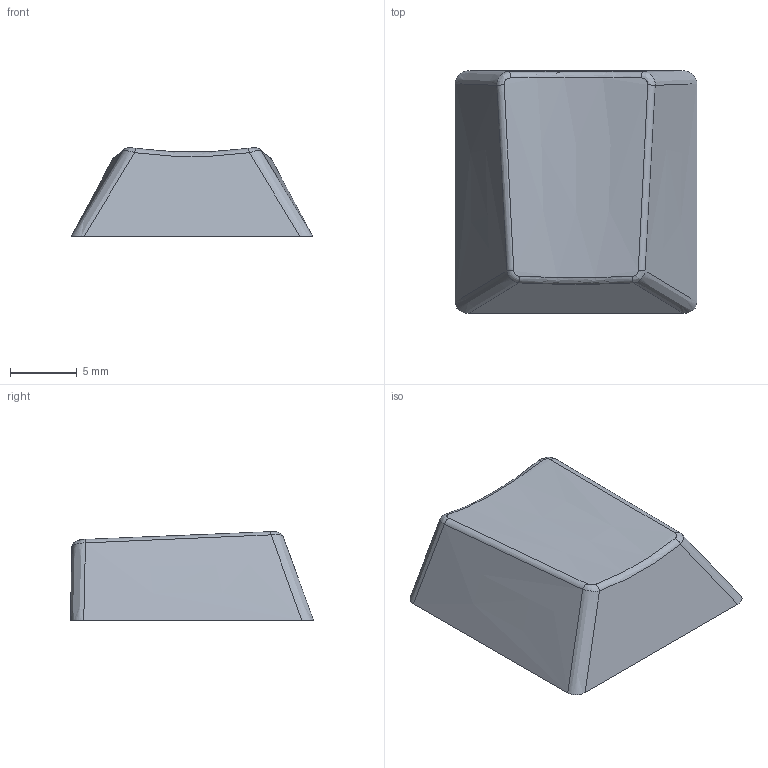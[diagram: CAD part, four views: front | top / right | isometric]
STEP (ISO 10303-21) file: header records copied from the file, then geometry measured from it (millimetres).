
FILE_DESCRIPTION(('CATIA V5 STEP Exchange'),'2;1');
FILE_NAME('OE Cherry 1U R2.stp','2018-11-05T16:51:24+00:00',('none'),('none'),'CATIA Version 5 Release 19 SP 2 (IN-10)','CATIA V5 STEP AP203','none');
FILE_SCHEMA(('CONFIG_CONTROL_DESIGN'));
Length unit declared in the file: millimetre
Products named in the file (1): OE Cherry 1U
Bounding box: 18.1 x 18.2 x 6.64 mm (x, y, z)
Volume: 727.2 mm3; surface area: 1275.2 mm2
Topology: 1 solids, 1 shells, 69 faces, 187 edges, 122 vertices
Faces by surface type: plane 47, bspline 20, cylinder 2
Entity records: 2960 total; most frequent: CARTESIAN_POINT 1496, ORIENTED_EDGE 374, EDGE_CURVE 187, DIRECTION 157, VERTEX_POINT 122, VECTOR 109, LINE 109, EDGE_LOOP 71
